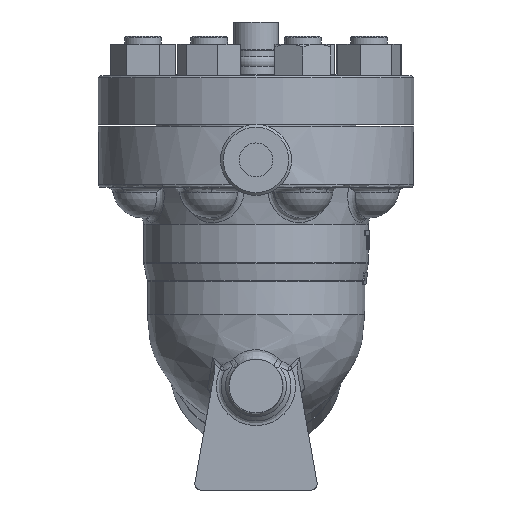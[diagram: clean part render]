
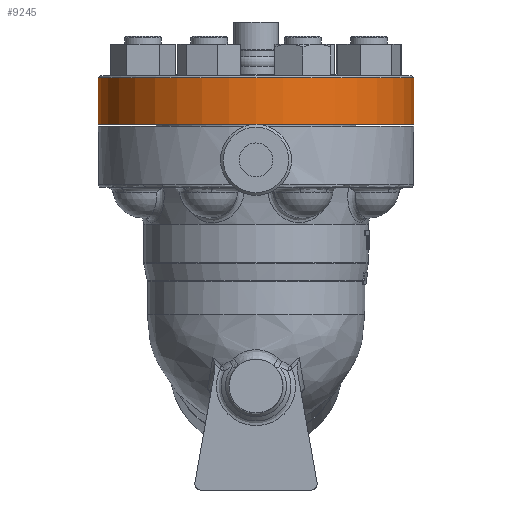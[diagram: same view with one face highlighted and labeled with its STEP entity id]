
A CAD part, left-side view. The second image highlights one B-rep face of the part: STEP entity #9245.
In plain terms, the highlighted cylindrical face has radius 129 mm (diameter 258 mm), a full revolution.
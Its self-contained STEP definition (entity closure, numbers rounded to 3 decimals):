
#9214=CARTESIAN_POINT('',(129.0,0.,89.5));
#9215=VERTEX_POINT('',#9214);
#9216=CARTESIAN_POINT('',(0.0,0.0,89.5));
#9217=DIRECTION('',(0.0,0.0,1.0));
#9218=DIRECTION('',(-1.0,0.0,0.0));
#9219=AXIS2_PLACEMENT_3D('',#9216,#9217,#9218);
#9220=CIRCLE('',#9219,129.0);
#9221=EDGE_CURVE('',#9215,#9215,#9220,.T.);
#9226=CARTESIAN_POINT('',(0.0,0.0,51.5));
#9227=DIRECTION('',(0.0,0.0,1.0));
#9228=DIRECTION('',(-1.0,0.0,0.0));
#9229=AXIS2_PLACEMENT_3D('',#9226,#9227,#9228);
#9230=CYLINDRICAL_SURFACE('',#9229,129.0);
#9231=CARTESIAN_POINT('',(129.0,0.,51.5));
#9232=VERTEX_POINT('',#9231);
#9233=CARTESIAN_POINT('',(0.0,0.0,51.5));
#9234=DIRECTION('',(0.0,0.0,-1.0));
#9235=DIRECTION('',(-1.0,0.0,0.0));
#9236=AXIS2_PLACEMENT_3D('',#9233,#9234,#9235);
#9237=CIRCLE('',#9236,129.0);
#9238=EDGE_CURVE('',#9232,#9232,#9237,.T.);
#9239=ORIENTED_EDGE('',*,*,#9238,.F.);
#9240=EDGE_LOOP('',(#9239));
#9241=FACE_OUTER_BOUND('',#9240,.T.);
#9242=ORIENTED_EDGE('',*,*,#9221,.F.);
#9243=EDGE_LOOP('',(#9242));
#9244=FACE_BOUND('',#9243,.T.);
#9245=ADVANCED_FACE('',(#9241,#9244),#9230,.T.);
